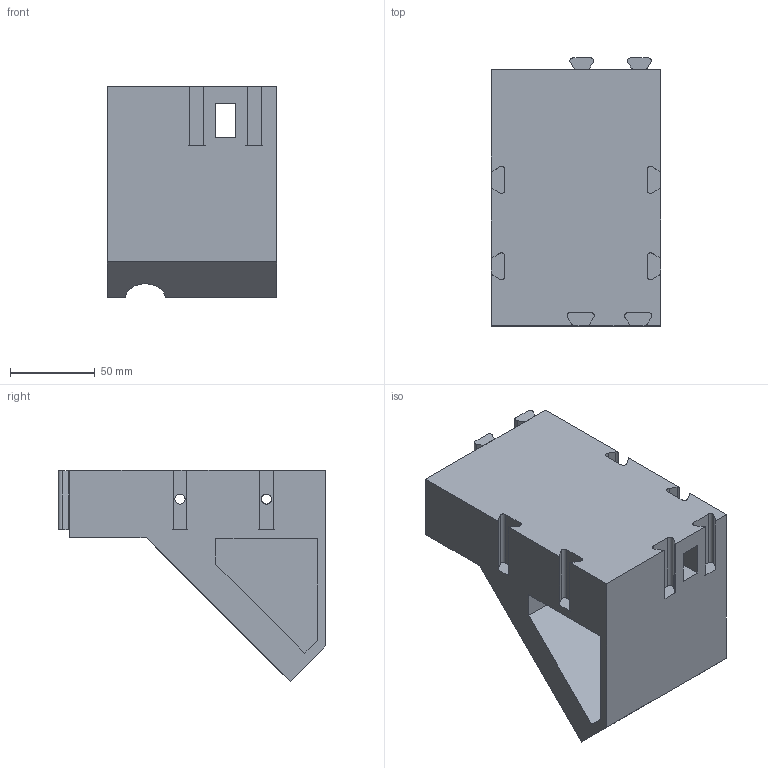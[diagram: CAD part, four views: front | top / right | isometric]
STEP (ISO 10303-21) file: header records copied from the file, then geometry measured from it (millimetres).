
FILE_DESCRIPTION(('FreeCAD Model'),'2;1');
FILE_NAME('armrest_left_003.step','2016-09-30T12:49:34',('Author'),(''), 'Open CASCADE STEP processor 6.8','FreeCAD','Unknown');
FILE_SCHEMA(('AUTOMOTIVE_DESIGN_CC2 { 1 2 10303 214 -1 1 5 4 }'));
Length unit declared in the file: millimetre
Products named in the file (2): ASSEMBLY; Mirror_of_Clone_of_Curved_armrest
Assembly tree (1 placements, depth 2):
  ASSEMBLY
    Mirror_of_Clone_of_Curved_armrest
Bounding box: 100 x 158.14 x 125 mm (x, y, z)
Volume: 759463.6 mm3; surface area: 113820.1 mm2
Topology: 1 solids, 1 shells, 98 faces, 279 edges, 186 vertices
Faces by surface type: plane 49, cylinder 27, bspline 22
Entity records: 12118 total; most frequent: CARTESIAN_POINT 7046, DIRECTION 802, ORIENTED_EDGE 558, PCURVE 558, DEFINITIONAL_REPRESENTATION 558, LINE 520, VECTOR 520, EDGE_CURVE 279
